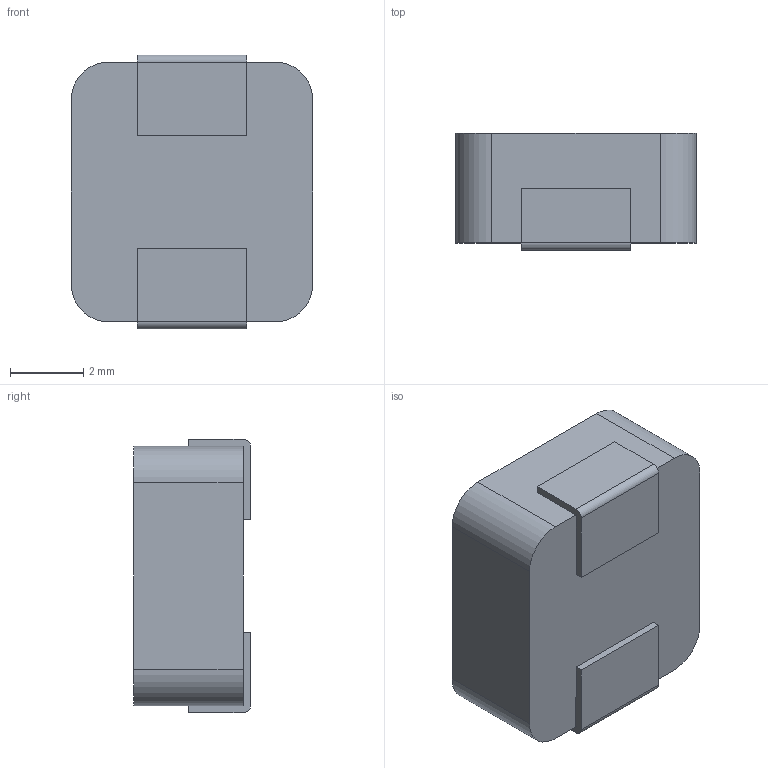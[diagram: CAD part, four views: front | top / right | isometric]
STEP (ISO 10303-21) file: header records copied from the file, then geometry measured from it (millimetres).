
FILE_DESCRIPTION(/* description */ (''),/* implementation_level */ '2;1');
FILE_NAME(/* name */ 'YSPI0630A-220M .step',/* time_stamp */ '2022-09-20T19:56:28+03:00',/* author */ (''),/* organization */ (''),/* preprocessor_version */ 'ST-DEVELOPER v19',/* originating_system */ 'Autodesk Translation Framework v11.7.0.108',/* authorisation */ '');
FILE_SCHEMA (('AUTOMOTIVE_DESIGN { 1 0 10303 214 3 1 1 }'));
Length unit declared in the file: millimetre
Products named in the file (1): YSPI0630A-220M
Bounding box: 6.6 x 3.2 x 7.5 mm (x, y, z)
Volume: 142.4 mm3; surface area: 218.3 mm2
Topology: 3 solids, 3 shells, 28 faces, 66 edges, 44 vertices
Faces by surface type: plane 22, cylinder 6
Entity records: 847 total; most frequent: CARTESIAN_POINT 139, DIRECTION 136, ORIENTED_EDGE 132, EDGE_CURVE 66, LINE 54, VECTOR 54, VERTEX_POINT 44, AXIS2_PLACEMENT_3D 41
